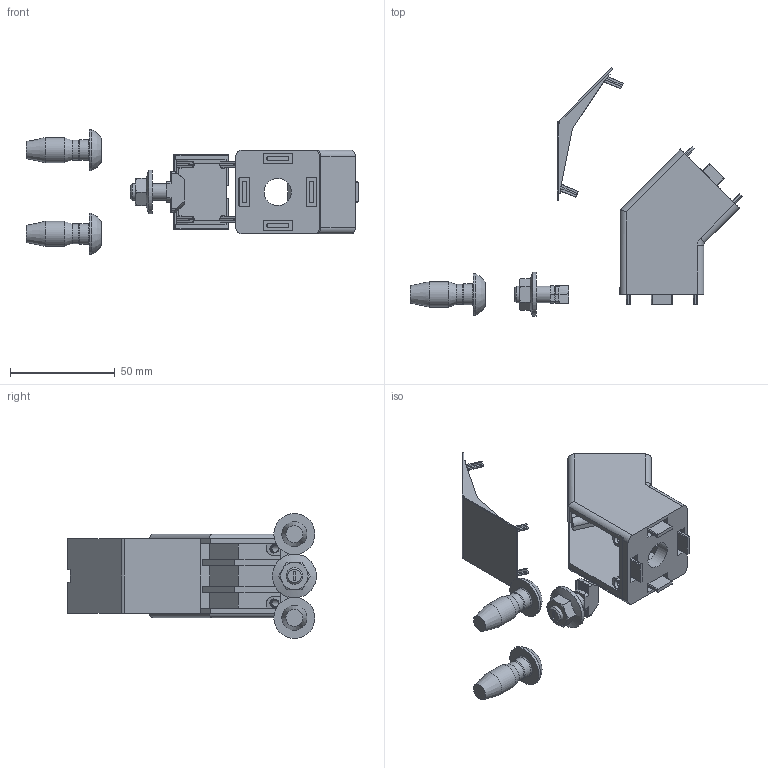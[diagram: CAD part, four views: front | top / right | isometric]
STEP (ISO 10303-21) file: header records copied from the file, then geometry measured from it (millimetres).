
FILE_DESCRIPTION(/* description */ (''),/* implementation_level */ '2;1');
FILE_NAME(/* name */ '1025421.stp',/* time_stamp */ '2024-07-24T14:10:09+02:00',/* author */ ('Bo'),/* organization */ (''),/* preprocessor_version */ 'ST-DEVELOPER v20',/* originating_system */ 'Autodesk Inventor 2025',/* authorisation */ ' ');
FILE_SCHEMA (('AUTOMOTIVE_DESIGN { 1 0 10303 214 3 1 1 }'));
Length unit declared in the file: millimetre
Products named in the file (7): 1025421; 1025421-1; 1025421-2; 1025421-3; 1025421-4; 1025421-5; 1025421-6
Assembly tree (6 placements, depth 2):
  1025421
    1025421-1
    1025421-2
    1025421-3
    1025421-4
    1025421-5
    1025421-6
Bounding box: 158.52 x 118.79 x 59.6 mm (x, y, z)
Volume: 61376.3 mm3; surface area: 38901.8 mm2
Topology: 6 solids, 6 shells, 533 faces, 1427 edges, 941 vertices
Faces by surface type: plane 314, cone 105, cylinder 103, torus 6, bspline 4, sphere 1
Full cylindrical faces by diameter (mm): 3.05 x2, 3.4 x4, 4 x4, 6.647 x1, 8 x1, 9.5 x2, 9.9 x2, 12 x2, 13 x2, 19.6 x2, 21 x1
Entity records: 17435 total; most frequent: CARTESIAN_POINT 3626, ORIENTED_EDGE 2854, DIRECTION 2829, EDGE_CURVE 1427, AXIS2_PLACEMENT_3D 978, VERTEX_POINT 941, LINE 873, VECTOR 873
